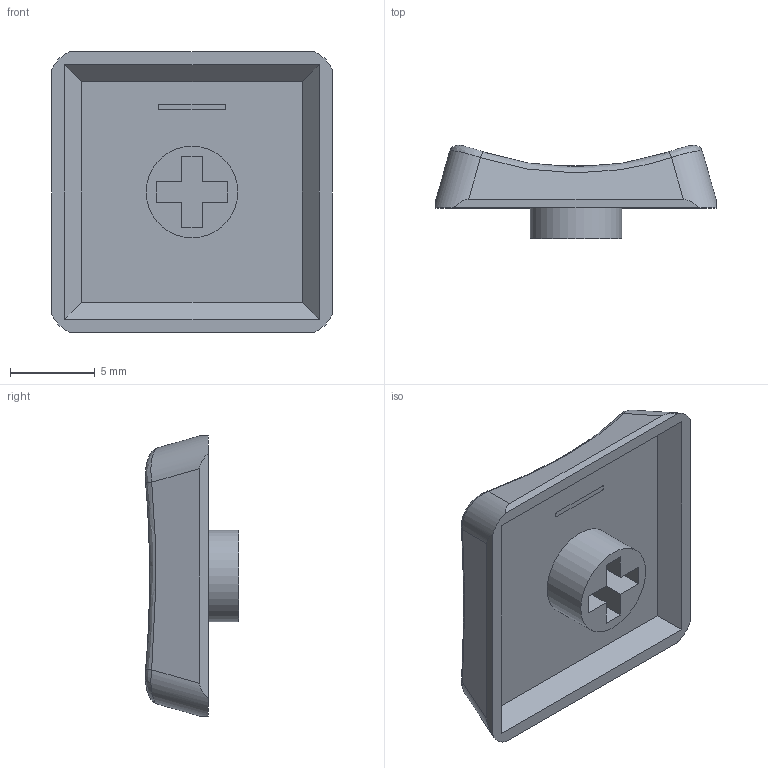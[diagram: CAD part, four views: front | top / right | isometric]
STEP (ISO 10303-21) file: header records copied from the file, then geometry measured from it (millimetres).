
FILE_DESCRIPTION(/* description */ (''),/* implementation_level */ '2;1');
FILE_NAME(/* name */ '17mm_keycap_v2_j.step',/* time_stamp */ '2025-06-24T16:18:17+09:00',/* author */ (''),/* organization */ (''),/* preprocessor_version */ 'ST-DEVELOPER v20.1',/* originating_system */ 'Autodesk Translation Framework v14.10.0.0',/* authorisation */ '');
FILE_SCHEMA (('AUTOMOTIVE_DESIGN { 1 0 10303 214 3 1 1 }'));
Length unit declared in the file: millimetre
Products named in the file (1): 2025-06-17-16-17-54-469
Bounding box: 16.5 x 5.5 x 16.5 mm (x, y, z)
Volume: 512.1 mm3; surface area: 834.4 mm2
Topology: 2 solids, 2 shells, 65 faces, 151 edges, 94 vertices
Faces by surface type: plane 34, cylinder 13, bspline 12, sphere 4, torus 2
Full cylindrical faces by diameter (mm): 5.4 x1
Entity records: 2268 total; most frequent: CARTESIAN_POINT 819, ORIENTED_EDGE 302, DIRECTION 273, EDGE_CURVE 151, VERTEX_POINT 94, AXIS2_PLACEMENT_3D 92, LINE 89, VECTOR 89
